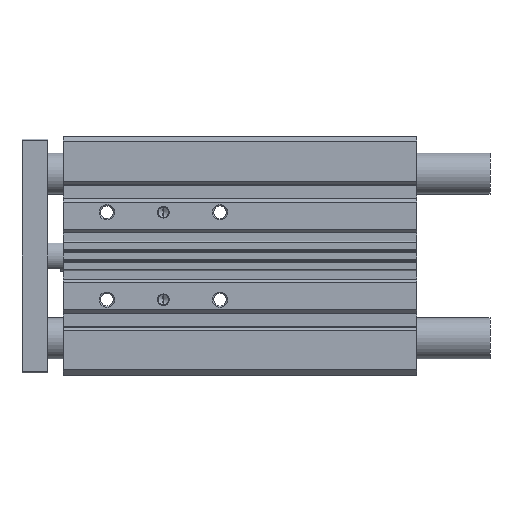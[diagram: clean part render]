
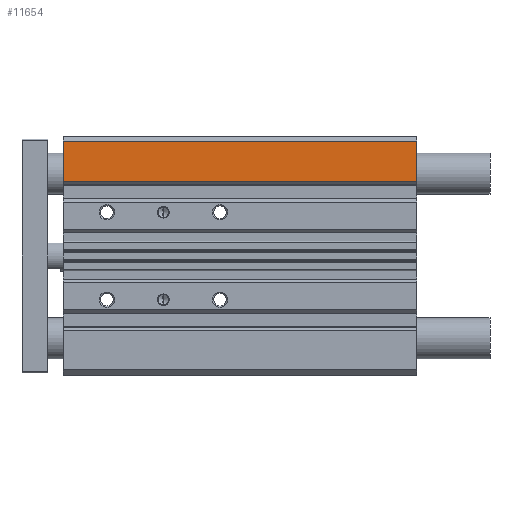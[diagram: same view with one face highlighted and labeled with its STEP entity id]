
A CAD part, front view. The second image highlights one B-rep face of the part: STEP entity #11654.
In plain terms, the highlighted planar face has unit normal (0, -1, 0).
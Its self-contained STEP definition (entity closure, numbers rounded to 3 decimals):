
#103 = VERTEX_POINT ( 'NONE', #8228 ) ;
#189 = DIRECTION ( 'NONE',  ( -1., 0., 0. ) ) ;
#460 = PLANE ( 'NONE',  #11750 ) ;
#583 = CARTESIAN_POINT ( 'NONE',  ( 137.5, -21., 44.7 ) ) ;
#591 = DIRECTION ( 'NONE',  ( 0., 0., -1. ) ) ;
#714 = CARTESIAN_POINT ( 'NONE',  ( 137.5, -21., 0. ) ) ;
#1002 = VERTEX_POINT ( 'NONE', #5091 ) ;
#1122 = VECTOR ( 'NONE', #2461, 1000. ) ;
#1721 = CARTESIAN_POINT ( 'NONE',  ( 0., -21., 29. ) ) ;
#1785 = VECTOR ( 'NONE', #2706, 1000. ) ;
#2268 = CARTESIAN_POINT ( 'NONE',  ( 0., -21., 29. ) ) ;
#2461 = DIRECTION ( 'NONE',  ( 0., 0., -1. ) ) ;
#2706 = DIRECTION ( 'NONE',  ( 0., 0., -1. ) ) ;
#2753 = ORIENTED_EDGE ( 'NONE', *, *, #6092, .T. ) ;
#3437 = EDGE_CURVE ( 'NONE', #6689, #1002, #4142, .T. ) ;
#3499 = CARTESIAN_POINT ( 'NONE',  ( 0., -21., 29. ) ) ;
#3607 = ORIENTED_EDGE ( 'NONE', *, *, #4448, .F. ) ;
#3638 = VECTOR ( 'NONE', #3824, 1000. ) ;
#3824 = DIRECTION ( 'NONE',  ( -1., 0., 0. ) ) ;
#4142 = LINE ( 'NONE', #10205, #7215 ) ;
#4432 = LINE ( 'NONE', #2268, #1122 ) ;
#4448 = EDGE_CURVE ( 'NONE', #103, #10525, #11003, .T. ) ;
#5091 = CARTESIAN_POINT ( 'NONE',  ( 0., -21., 44.7 ) ) ;
#5730 = CARTESIAN_POINT ( 'NONE',  ( 0., -21., 29. ) ) ;
#6092 = EDGE_CURVE ( 'NONE', #1002, #10525, #4432, .T. ) ;
#6683 = EDGE_CURVE ( 'NONE', #6689, #103, #9736, .T. ) ;
#6689 = VERTEX_POINT ( 'NONE', #583 ) ;
#7215 = VECTOR ( 'NONE', #189, 1000. ) ;
#8201 = EDGE_LOOP ( 'NONE', ( #2753, #3607, #8945, #8491 ) ) ;
#8228 = CARTESIAN_POINT ( 'NONE',  ( 137.5, -21., 29. ) ) ;
#8491 = ORIENTED_EDGE ( 'NONE', *, *, #3437, .T. ) ;
#8698 = FACE_OUTER_BOUND ( 'NONE', #8201, .T. ) ;
#8945 = ORIENTED_EDGE ( 'NONE', *, *, #6683, .F. ) ;
#9736 = LINE ( 'NONE', #714, #1785 ) ;
#10205 = CARTESIAN_POINT ( 'NONE',  ( 0., -21., 44.7 ) ) ;
#10525 = VERTEX_POINT ( 'NONE', #3499 ) ;
#10738 = DIRECTION ( 'NONE',  ( 0., -1., 0. ) ) ;
#11003 = LINE ( 'NONE', #5730, #3638 ) ;
#11654 = ADVANCED_FACE ( 'NONE', ( #8698 ), #460, .T. ) ;
#11750 = AXIS2_PLACEMENT_3D ( 'NONE', #1721, #10738, #591 ) ;
